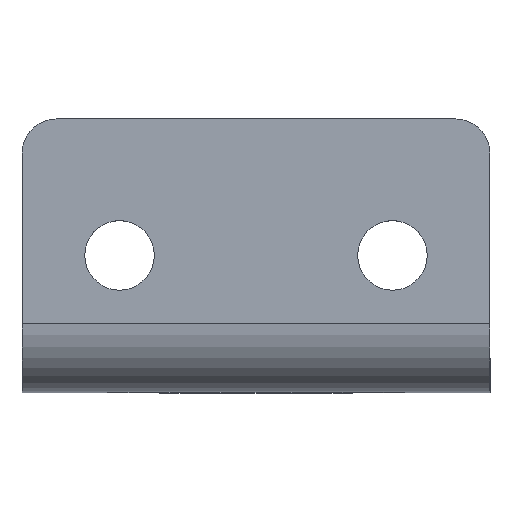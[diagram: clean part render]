
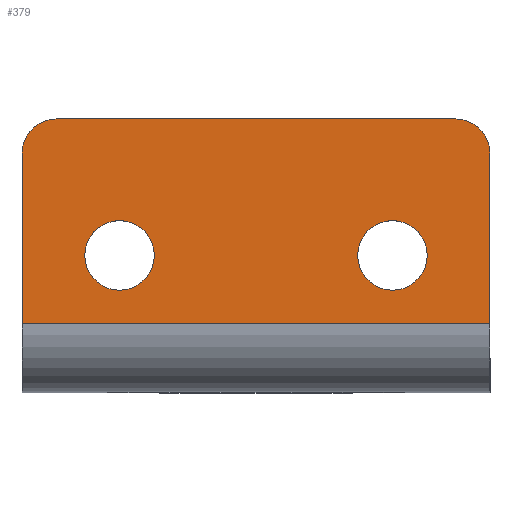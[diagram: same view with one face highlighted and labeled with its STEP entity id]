
A CAD part, top view. The second image highlights one B-rep face of the part: STEP entity #379.
In plain terms, the highlighted planar face has unit normal (0, 0, 1).
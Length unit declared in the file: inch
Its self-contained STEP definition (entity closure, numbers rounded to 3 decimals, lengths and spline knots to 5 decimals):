
#1 = EDGE_CURVE ( 'NONE', #547, #169, #162, .T. ) ;
#2 = CARTESIAN_POINT ( 'NONE',  ( -0.8575, 0.125, 1.6425 ) ) ;
#7 = EDGE_CURVE ( 'NONE', #95, #218, #427, .T. ) ;
#11 = EDGE_LOOP ( 'NONE', ( #623, #115 ) ) ;
#20 = EDGE_CURVE ( 'NONE', #169, #392, #437, .T. ) ;
#23 = DIRECTION ( 'NONE',  ( 0., 0., 1. ) ) ;
#33 = CARTESIAN_POINT ( 'NONE',  ( -0.3725, 0.375, 1.6425 ) ) ;
#53 = DIRECTION ( 'NONE',  ( 0., 0., -1. ) ) ;
#63 = EDGE_CURVE ( 'NONE', #80, #496, #73, .T. ) ;
#73 = CIRCLE ( 'NONE', #353, 0.1275 ) ;
#78 = CARTESIAN_POINT ( 'NONE',  ( 0.7325, 0.75, 1.6425 ) ) ;
#80 = VERTEX_POINT ( 'NONE', #127 ) ;
#81 = DIRECTION ( 'NONE',  ( 0., 0., 1. ) ) ;
#95 = VERTEX_POINT ( 'NONE', #664 ) ;
#108 = DIRECTION ( 'NONE',  ( -1., 0., 0. ) ) ;
#115 = ORIENTED_EDGE ( 'NONE', *, *, #545, .F. ) ;
#127 = CARTESIAN_POINT ( 'NONE',  ( 0.6275, 0.375, 1.6425 ) ) ;
#132 = DIRECTION ( 'NONE',  ( 0., 0., 1. ) ) ;
#133 = ORIENTED_EDGE ( 'NONE', *, *, #1, .T. ) ;
#140 = EDGE_CURVE ( 'NONE', #476, #349, #645, .T. ) ;
#148 = CARTESIAN_POINT ( 'NONE',  ( -0.5, 0.375, 1.6425 ) ) ;
#153 = VERTEX_POINT ( 'NONE', #402 ) ;
#160 = AXIS2_PLACEMENT_3D ( 'NONE', #161, #53, #207 ) ;
#161 = CARTESIAN_POINT ( 'NONE',  ( -0.8575, 0.875, 1.6425 ) ) ;
#162 = CIRCLE ( 'NONE', #225, 0.125 ) ;
#169 = VERTEX_POINT ( 'NONE', #185 ) ;
#171 = CARTESIAN_POINT ( 'NONE',  ( -0.8575, 0.875, 1.6425 ) ) ;
#179 = CARTESIAN_POINT ( 'NONE',  ( 0.5, 0.375, 1.6425 ) ) ;
#185 = CARTESIAN_POINT ( 'NONE',  ( -0.8575, 0.75, 1.6425 ) ) ;
#191 = DIRECTION ( 'NONE',  ( 0., 0., 1. ) ) ;
#193 = CIRCLE ( 'NONE', #431, 0.1275 ) ;
#196 = EDGE_CURVE ( 'NONE', #218, #95, #193, .T. ) ;
#202 = ORIENTED_EDGE ( 'NONE', *, *, #436, .F. ) ;
#206 = PLANE ( 'NONE',  #160 ) ;
#207 = DIRECTION ( 'NONE',  ( -1., 0., 0. ) ) ;
#208 = VECTOR ( 'NONE', #323, 39.37008 ) ;
#218 = VERTEX_POINT ( 'NONE', #33 ) ;
#225 = AXIS2_PLACEMENT_3D ( 'NONE', #273, #604, #325 ) ;
#245 = ORIENTED_EDGE ( 'NONE', *, *, #7, .F. ) ;
#259 = AXIS2_PLACEMENT_3D ( 'NONE', #179, #132, #517 ) ;
#273 = CARTESIAN_POINT ( 'NONE',  ( -0.7325, 0.75, 1.6425 ) ) ;
#278 = ORIENTED_EDGE ( 'NONE', *, *, #20, .T. ) ;
#286 = DIRECTION ( 'NONE',  ( -1., 0., 0. ) ) ;
#302 = VECTOR ( 'NONE', #108, 39.37008 ) ;
#303 = CARTESIAN_POINT ( 'NONE',  ( 0.7325, 0.875, 1.6425 ) ) ;
#306 = ORIENTED_EDGE ( 'NONE', *, *, #459, .T. ) ;
#317 = AXIS2_PLACEMENT_3D ( 'NONE', #386, #651, #322 ) ;
#322 = DIRECTION ( 'NONE',  ( 1., 0., 0. ) ) ;
#323 = DIRECTION ( 'NONE',  ( 0., -1., 0. ) ) ;
#324 = FACE_OUTER_BOUND ( 'NONE', #621, .T. ) ;
#325 = DIRECTION ( 'NONE',  ( -1., 0., 0. ) ) ;
#341 = DIRECTION ( 'NONE',  ( 1., 0., 0. ) ) ;
#342 = CARTESIAN_POINT ( 'NONE',  ( -0.8575, 0.875, 1.6425 ) ) ;
#349 = VERTEX_POINT ( 'NONE', #303 ) ;
#353 = AXIS2_PLACEMENT_3D ( 'NONE', #660, #81, #341 ) ;
#379 = ADVANCED_FACE ( 'NONE', ( #606, #451, #324 ), #206, .F. ) ;
#382 = EDGE_LOOP ( 'NONE', ( #510, #245 ) ) ;
#386 = CARTESIAN_POINT ( 'NONE',  ( -0.5, 0.375, 1.6425 ) ) ;
#387 = EDGE_CURVE ( 'NONE', #153, #476, #532, .T. ) ;
#392 = VERTEX_POINT ( 'NONE', #2 ) ;
#393 = DIRECTION ( 'NONE',  ( -1., 0., 0. ) ) ;
#402 = CARTESIAN_POINT ( 'NONE',  ( 0.8575, 0.125, 1.6425 ) ) ;
#405 = DIRECTION ( 'NONE',  ( 1., 0., 0. ) ) ;
#425 = LINE ( 'NONE', #438, #302 ) ;
#427 = CIRCLE ( 'NONE', #317, 0.1275 ) ;
#431 = AXIS2_PLACEMENT_3D ( 'NONE', #148, #191, #405 ) ;
#436 = EDGE_CURVE ( 'NONE', #153, #392, #425, .T. ) ;
#437 = LINE ( 'NONE', #171, #208 ) ;
#438 = CARTESIAN_POINT ( 'NONE',  ( -0.8575, 0.125, 1.6425 ) ) ;
#440 = AXIS2_PLACEMENT_3D ( 'NONE', #78, #23, #393 ) ;
#451 = FACE_BOUND ( 'NONE', #382, .T. ) ;
#459 = EDGE_CURVE ( 'NONE', #349, #547, #544, .T. ) ;
#460 = CARTESIAN_POINT ( 'NONE',  ( 0.8575, 0.75, 1.6425 ) ) ;
#466 = CARTESIAN_POINT ( 'NONE',  ( -0.7325, 0.875, 1.6425 ) ) ;
#476 = VERTEX_POINT ( 'NONE', #460 ) ;
#490 = ORIENTED_EDGE ( 'NONE', *, *, #140, .T. ) ;
#496 = VERTEX_POINT ( 'NONE', #674 ) ;
#510 = ORIENTED_EDGE ( 'NONE', *, *, #196, .F. ) ;
#517 = DIRECTION ( 'NONE',  ( 1., 0., 0. ) ) ;
#532 = LINE ( 'NONE', #591, #678 ) ;
#543 = DIRECTION ( 'NONE',  ( 0., 1., 0. ) ) ;
#544 = LINE ( 'NONE', #342, #585 ) ;
#545 = EDGE_CURVE ( 'NONE', #496, #80, #605, .T. ) ;
#547 = VERTEX_POINT ( 'NONE', #466 ) ;
#577 = ORIENTED_EDGE ( 'NONE', *, *, #387, .T. ) ;
#585 = VECTOR ( 'NONE', #286, 39.37008 ) ;
#591 = CARTESIAN_POINT ( 'NONE',  ( 0.8575, 0.875, 1.6425 ) ) ;
#604 = DIRECTION ( 'NONE',  ( 0., 0., 1. ) ) ;
#605 = CIRCLE ( 'NONE', #259, 0.1275 ) ;
#606 = FACE_BOUND ( 'NONE', #11, .T. ) ;
#621 = EDGE_LOOP ( 'NONE', ( #577, #490, #306, #133, #278, #202 ) ) ;
#623 = ORIENTED_EDGE ( 'NONE', *, *, #63, .F. ) ;
#645 = CIRCLE ( 'NONE', #440, 0.125 ) ;
#651 = DIRECTION ( 'NONE',  ( 0., 0., 1. ) ) ;
#660 = CARTESIAN_POINT ( 'NONE',  ( 0.5, 0.375, 1.6425 ) ) ;
#664 = CARTESIAN_POINT ( 'NONE',  ( -0.6275, 0.375, 1.6425 ) ) ;
#674 = CARTESIAN_POINT ( 'NONE',  ( 0.3725, 0.375, 1.6425 ) ) ;
#678 = VECTOR ( 'NONE', #543, 39.37008 ) ;
